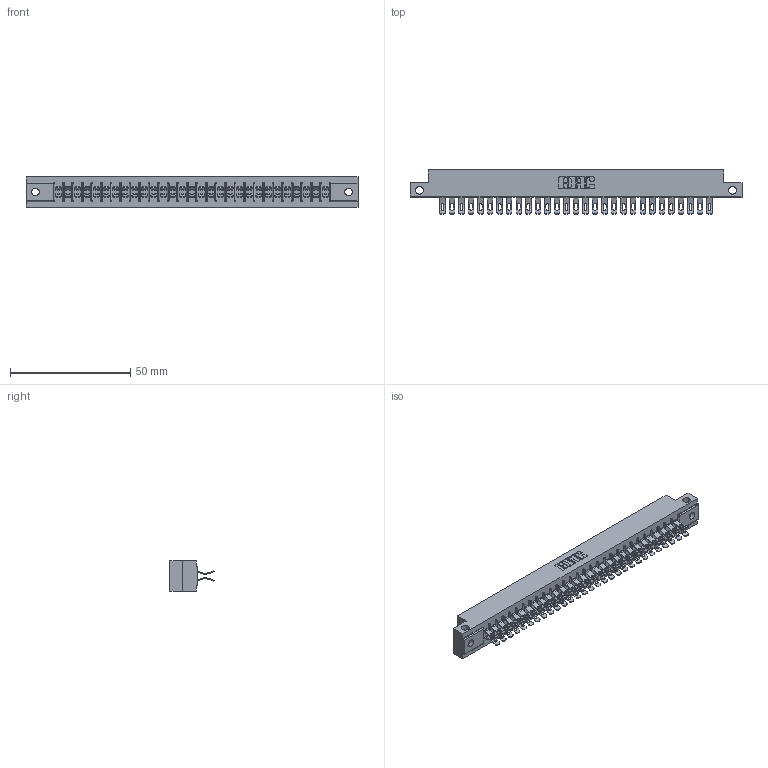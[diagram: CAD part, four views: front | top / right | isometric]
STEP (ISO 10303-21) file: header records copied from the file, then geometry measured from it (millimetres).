
FILE_DESCRIPTION (( 'STEP AP203' ), '1' );
FILE_NAME ('355-058-555-212.STEP', '2020-09-20T08:27:11', ( '' ), ( '' ), 'SwSTEP 2.0', 'SolidWorks 2020', '' );
FILE_SCHEMA (( 'CONFIG_CONTROL_DESIGN' ));
Length unit declared in the file: inch
Products named in the file (3): 305 Part_.128 Dia; 355-058-555-212; 305-290-001_555
Assembly tree (59 placements, depth 2):
  355-058-555-212
    305 Part_.128 Dia
    305-290-001_555  x58
Bounding box: 137.92 x 18.41 x 12.7 mm (x, y, z)
Volume: 14276.1 mm3; surface area: 19044.3 mm2
Topology: 59 solids, 59 shells, 3956 faces, 11807 edges, 7710 vertices
Faces by surface type: plane 1924, cylinder 1916, sphere 116
Entity records: 34012 total; most frequent: CARTESIAN_POINT 5695, ORIENTED_EDGE 5598, DIRECTION 5453, EDGE_CURVE 2799, VECTOR 2213, LINE 2213, VERTEX_POINT 1782, AXIS2_PLACEMENT_3D 1620
